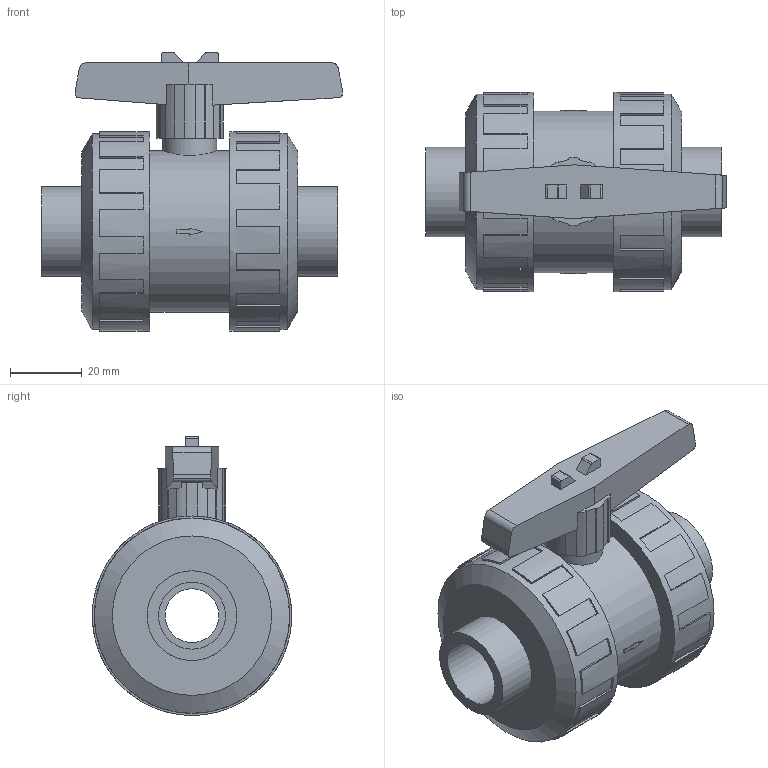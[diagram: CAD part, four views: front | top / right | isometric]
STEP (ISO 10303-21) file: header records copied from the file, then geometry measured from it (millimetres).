
FILE_DESCRIPTION((''),'2;1');
FILE_NAME('PV10043C015.stp','2022-02-17T09:26:15',('RL'),(''),'Autodesk Inventor 2012','Autodesk Inventor 2012','');
FILE_SCHEMA(('AUTOMOTIVE_DESIGN { 1 0 10303 214 1 1 1 1 }'));
Length unit declared in the file: millimetre
Products named in the file (1): PV10043C015
Bounding box: 83.75 x 55.5 x 77.58 mm (x, y, z)
Volume: 127489.3 mm3; surface area: 41448.7 mm2
Topology: 1 solids, 1 shells, 247 faces, 672 edges, 446 vertices
Faces by surface type: plane 206, cylinder 39, cone 2
Full cylindrical faces by diameter (mm): 14.98 x1, 15 x1, 18.63 x2, 24.98 x2, 25 x2, 44.935 x2, 44.955 x3, 49.93 x2, 49.95 x2, 54.39 x2, 55.5 x2
Entity records: 7869 total; most frequent: CARTESIAN_POINT 1377, DIRECTION 1346, ORIENTED_EDGE 1296, EDGE_CURVE 648, AXIS2_PLACEMENT_3D 453, VERTEX_POINT 446, VECTOR 440, LINE 440
